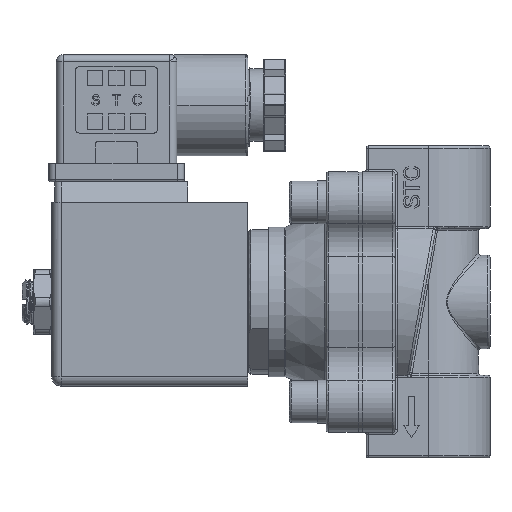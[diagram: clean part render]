
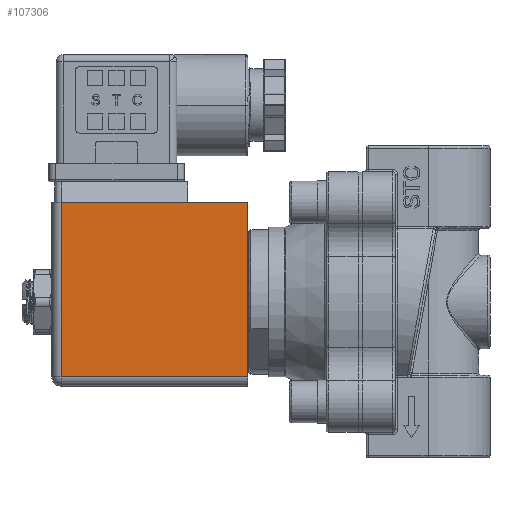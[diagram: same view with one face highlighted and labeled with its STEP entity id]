
A CAD part, left-side view. The second image highlights one B-rep face of the part: STEP entity #107306.
In plain terms, the highlighted planar face has unit normal (-1, 0, 0).
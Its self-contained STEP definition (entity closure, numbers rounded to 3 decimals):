
#11565 = VECTOR ( 'NONE', #111972, 1000. ) ;
#13579 = VERTEX_POINT ( 'NONE', #90283 ) ;
#14810 = LINE ( 'NONE', #101671, #11565 ) ;
#19041 = CARTESIAN_POINT ( 'NONE',  ( -17.925, 52.8, -16.32 ) ) ;
#21968 = EDGE_CURVE ( 'NONE', #121115, #66533, #89472, .T. ) ;
#22978 = EDGE_CURVE ( 'NONE', #121115, #13579, #90778, .T. ) ;
#26300 = VECTOR ( 'NONE', #91433, 1000. ) ;
#26996 = AXIS2_PLACEMENT_3D ( 'NONE', #120437, #59036, #130758 ) ;
#28942 = ORIENTED_EDGE ( 'NONE', *, *, #22978, .F. ) ;
#32988 = VECTOR ( 'NONE', #81459, 1000. ) ;
#33211 = ORIENTED_EDGE ( 'NONE', *, *, #77026, .T. ) ;
#33219 = CARTESIAN_POINT ( 'NONE',  ( -17.925, 93.5, -18.32 ) ) ;
#35948 = EDGE_LOOP ( 'NONE', ( #33211, #60825, #28942, #130827 ) ) ;
#38394 = CARTESIAN_POINT ( 'NONE',  ( -17.925, 93.5, 21.68 ) ) ;
#43992 = CARTESIAN_POINT ( 'NONE',  ( -17.925, 93.5, -16.32 ) ) ;
#49374 = EDGE_CURVE ( 'NONE', #119502, #13579, #53624, .T. ) ;
#53624 = LINE ( 'NONE', #120114, #26300 ) ;
#59036 = DIRECTION ( 'NONE',  ( -1., 0., 0. ) ) ;
#60825 = ORIENTED_EDGE ( 'NONE', *, *, #49374, .T. ) ;
#62213 = VECTOR ( 'NONE', #104945, 1000. ) ;
#66533 = VERTEX_POINT ( 'NONE', #43992 ) ;
#68864 = PLANE ( 'NONE',  #26996 ) ;
#77026 = EDGE_CURVE ( 'NONE', #66533, #119502, #14810, .T. ) ;
#81459 = DIRECTION ( 'NONE',  ( 0., -1., 0. ) ) ;
#89472 = LINE ( 'NONE', #33219, #62213 ) ;
#90283 = CARTESIAN_POINT ( 'NONE',  ( -17.925, 52.8, 21.68 ) ) ;
#90778 = LINE ( 'NONE', #112849, #32988 ) ;
#91433 = DIRECTION ( 'NONE',  ( 0., 0., 1. ) ) ;
#101671 = CARTESIAN_POINT ( 'NONE',  ( -17.925, 52.8, -16.32 ) ) ;
#104945 = DIRECTION ( 'NONE',  ( 0., 0., -1. ) ) ;
#107306 = ADVANCED_FACE ( 'NONE', ( #110108 ), #68864, .T. ) ;
#110108 = FACE_OUTER_BOUND ( 'NONE', #35948, .T. ) ;
#111972 = DIRECTION ( 'NONE',  ( 0., -1., 0. ) ) ;
#112849 = CARTESIAN_POINT ( 'NONE',  ( -17.925, 52.8, 21.68 ) ) ;
#119502 = VERTEX_POINT ( 'NONE', #19041 ) ;
#120114 = CARTESIAN_POINT ( 'NONE',  ( -17.925, 52.8, 1.68 ) ) ;
#120437 = CARTESIAN_POINT ( 'NONE',  ( -17.925, 52.8, -18.32 ) ) ;
#121115 = VERTEX_POINT ( 'NONE', #38394 ) ;
#130758 = DIRECTION ( 'NONE',  ( 0., 0., 1. ) ) ;
#130827 = ORIENTED_EDGE ( 'NONE', *, *, #21968, .T. ) ;
